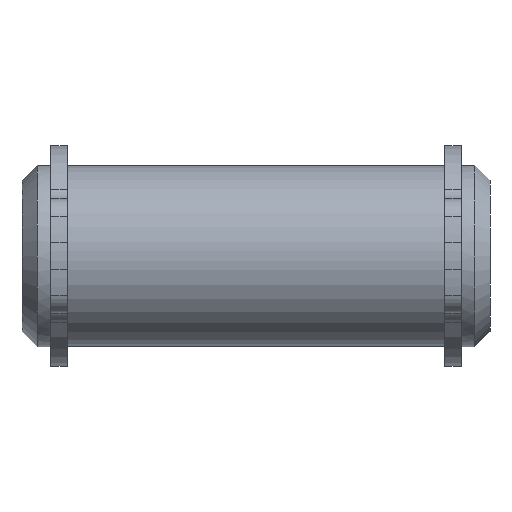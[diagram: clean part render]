
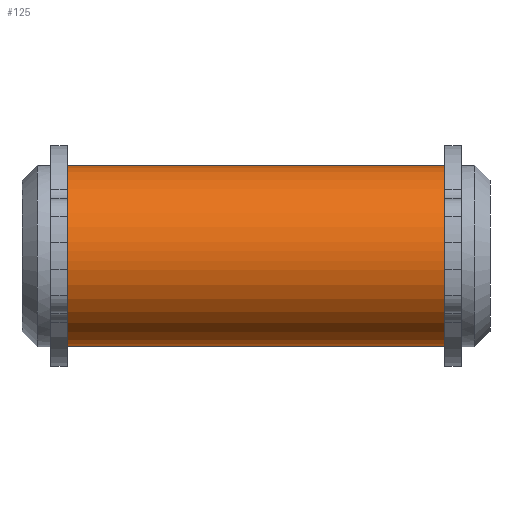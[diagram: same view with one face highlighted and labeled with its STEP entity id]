
A CAD part, front view. The second image highlights one B-rep face of the part: STEP entity #125.
In plain terms, the highlighted cylindrical face has radius 6 mm (diameter 12 mm), a full revolution.
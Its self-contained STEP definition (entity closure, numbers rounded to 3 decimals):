
#125 = ADVANCED_FACE( '', ( #263, #264 ), #265, .T. );
#263 = FACE_OUTER_BOUND( '', #404, .T. );
#264 = FACE_OUTER_BOUND( '', #405, .T. );
#265 = CYLINDRICAL_SURFACE( '', #406, 6. );
#404 = EDGE_LOOP( '', ( #698, #699 ) );
#405 = EDGE_LOOP( '', ( #700, #701 ) );
#406 = AXIS2_PLACEMENT_3D( '', #702, #703, #704 );
#698 = ORIENTED_EDGE( '', *, *, #881, .F. );
#699 = ORIENTED_EDGE( '', *, *, #882, .F. );
#700 = ORIENTED_EDGE( '', *, *, #876, .T. );
#701 = ORIENTED_EDGE( '', *, *, #835, .T. );
#702 = CARTESIAN_POINT( '', ( 15.5, 0., 0. ) );
#703 = DIRECTION( '', ( -1., 0., 0. ) );
#704 = DIRECTION( '', ( 0., 0., -1. ) );
#835 = EDGE_CURVE( '', #1003, #1004, #1005, .T. );
#876 = EDGE_CURVE( '', #1004, #1003, #1062, .T. );
#881 = EDGE_CURVE( '', #1058, #1036, #1067, .T. );
#882 = EDGE_CURVE( '', #1036, #1058, #1068, .T. );
#1003 = VERTEX_POINT( '', #1208 );
#1004 = VERTEX_POINT( '', #1209 );
#1005 = CIRCLE( '', #1210, 6. );
#1036 = VERTEX_POINT( '', #1250 );
#1058 = VERTEX_POINT( '', #1279 );
#1062 = CIRCLE( '', #1285, 6. );
#1067 = CIRCLE( '', #1290, 6. );
#1068 = CIRCLE( '', #1291, 6. );
#1208 = CARTESIAN_POINT( '', ( -12.5, -5.932, -0.9 ) );
#1209 = CARTESIAN_POINT( '', ( -12.5, -5.932, 0.9 ) );
#1210 = AXIS2_PLACEMENT_3D( '', #1425, #1426, #1427 );
#1250 = CARTESIAN_POINT( '', ( 12.5, -5.932, 0.9 ) );
#1279 = CARTESIAN_POINT( '', ( 12.5, -5.932, -0.9 ) );
#1285 = AXIS2_PLACEMENT_3D( '', #1476, #1477, #1478 );
#1290 = AXIS2_PLACEMENT_3D( '', #1482, #1483, #1484 );
#1291 = AXIS2_PLACEMENT_3D( '', #1485, #1486, #1487 );
#1425 = CARTESIAN_POINT( '', ( -12.5, 0., 0. ) );
#1426 = DIRECTION( '', ( 1., 0., 0. ) );
#1427 = DIRECTION( '', ( 0., 0., -1. ) );
#1476 = CARTESIAN_POINT( '', ( -12.5, 0., 0. ) );
#1477 = DIRECTION( '', ( 1., 0., 0. ) );
#1478 = DIRECTION( '', ( 0., 0., -1. ) );
#1482 = CARTESIAN_POINT( '', ( 12.5, 0., 0. ) );
#1483 = DIRECTION( '', ( 1., 0., 0. ) );
#1484 = DIRECTION( '', ( 0., 0., -1. ) );
#1485 = CARTESIAN_POINT( '', ( 12.5, 0., 0. ) );
#1486 = DIRECTION( '', ( 1., 0., 0. ) );
#1487 = DIRECTION( '', ( 0., 0., -1. ) );
